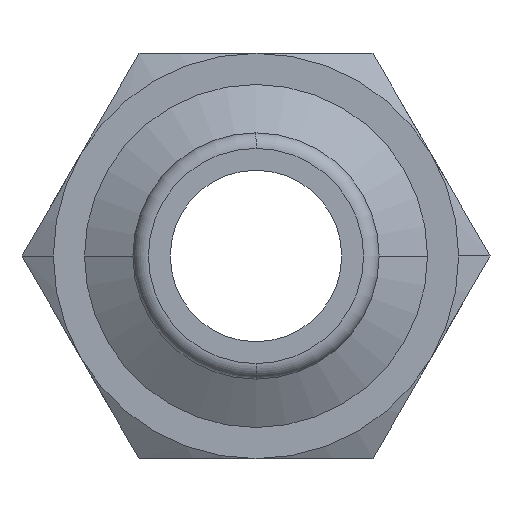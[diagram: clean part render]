
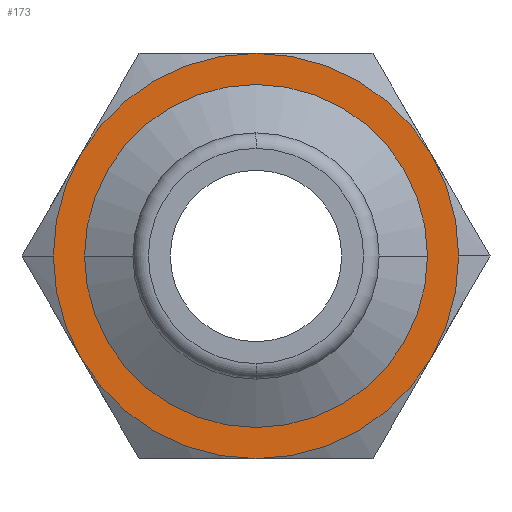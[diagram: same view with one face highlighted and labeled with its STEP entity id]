
A CAD part, front view. The second image highlights one B-rep face of the part: STEP entity #173.
In plain terms, the highlighted planar face has unit normal (0, -1, 0).
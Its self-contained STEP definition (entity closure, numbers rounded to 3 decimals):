
#173=ADVANCED_FACE('',(#345,#346),#347,.T.);
#345=FACE_OUTER_BOUND('',#510,.T.);
#346=FACE_BOUND('',#511,.T.);
#347=PLANE('',#512);
#510=EDGE_LOOP('',(#930,#931,#932,#933,#934,#935,#936,#937));
#511=EDGE_LOOP('',(#938,#939));
#512=AXIS2_PLACEMENT_3D('',#940,#941,#942);
#930=ORIENTED_EDGE('',*,*,#1099,.F.);
#931=ORIENTED_EDGE('',*,*,#1054,.F.);
#932=ORIENTED_EDGE('',*,*,#1005,.F.);
#933=ORIENTED_EDGE('',*,*,#1112,.F.);
#934=ORIENTED_EDGE('',*,*,#1105,.F.);
#935=ORIENTED_EDGE('',*,*,#1010,.F.);
#936=ORIENTED_EDGE('',*,*,#1045,.F.);
#937=ORIENTED_EDGE('',*,*,#1091,.F.);
#938=ORIENTED_EDGE('',*,*,#1068,.F.);
#939=ORIENTED_EDGE('',*,*,#1086,.F.);
#940=CARTESIAN_POINT('',(3.25,22.0,0.0));
#941=DIRECTION('',(-0.0,-1.0,-0.0));
#942=DIRECTION('',(-1.0,0.0,0.0));
#1005=EDGE_CURVE('',#1208,#1210,#1211,.T.);
#1010=EDGE_CURVE('',#1217,#1214,#1219,.T.);
#1045=EDGE_CURVE('',#1267,#1217,#1269,.T.);
#1054=EDGE_CURVE('',#1210,#1166,#1280,.T.);
#1068=EDGE_CURVE('',#1295,#1293,#1297,.T.);
#1086=EDGE_CURVE('',#1293,#1295,#1320,.T.);
#1091=EDGE_CURVE('',#1324,#1267,#1326,.T.);
#1099=EDGE_CURVE('',#1166,#1324,#1334,.T.);
#1105=EDGE_CURVE('',#1214,#1339,#1341,.T.);
#1112=EDGE_CURVE('',#1339,#1208,#1349,.T.);
#1166=VERTEX_POINT('',#1441);
#1208=VERTEX_POINT('',#1535);
#1210=VERTEX_POINT('',#1548);
#1211=CIRCLE('',#1549,6.5);
#1214=VERTEX_POINT('',#1563);
#1217=VERTEX_POINT('',#1577);
#1219=CIRCLE('',#1590,6.5);
#1267=VERTEX_POINT('',#1752);
#1269=CIRCLE('',#1765,6.5);
#1280=CIRCLE('',#1778,6.5);
#1293=VERTEX_POINT('',#1815);
#1295=VERTEX_POINT('',#1818);
#1297=CIRCLE('',#1821,5.5);
#1320=CIRCLE('',#1844,5.5);
#1324=VERTEX_POINT('',#1848);
#1326=CIRCLE('',#1851,6.5);
#1334=CIRCLE('',#1859,6.5);
#1339=VERTEX_POINT('',#1865);
#1341=CIRCLE('',#1868,6.5);
#1349=CIRCLE('',#1878,6.5);
#1441=CARTESIAN_POINT('',(5.629,22.0,3.25));
#1535=CARTESIAN_POINT('',(-5.629,22.0,3.25));
#1548=CARTESIAN_POINT('',(0.,22.0,6.5));
#1549=AXIS2_PLACEMENT_3D('',#1959,#1960,#1961);
#1563=CARTESIAN_POINT('',(-5.629,22.0,-3.25));
#1577=CARTESIAN_POINT('',(0.0,22.0,-6.5));
#1590=AXIS2_PLACEMENT_3D('',#1962,#1963,#1964);
#1752=CARTESIAN_POINT('',(5.629,22.0,-3.25));
#1765=AXIS2_PLACEMENT_3D('',#1999,#2000,#2001);
#1778=AXIS2_PLACEMENT_3D('',#2013,#2014,#2015);
#1815=CARTESIAN_POINT('',(5.5,22.0,0.));
#1818=CARTESIAN_POINT('',(-5.5,22.0,0.));
#1821=AXIS2_PLACEMENT_3D('',#2029,#2030,#2031);
#1844=AXIS2_PLACEMENT_3D('',#2065,#2066,#2067);
#1848=CARTESIAN_POINT('',(6.5,22.0,0.));
#1851=AXIS2_PLACEMENT_3D('',#2072,#2073,#2074);
#1859=AXIS2_PLACEMENT_3D('',#2084,#2085,#2086);
#1865=CARTESIAN_POINT('',(-6.5,22.0,0.));
#1868=AXIS2_PLACEMENT_3D('',#2089,#2090,#2091);
#1878=AXIS2_PLACEMENT_3D('',#2100,#2101,#2102);
#1959=CARTESIAN_POINT('',(0.0,22.0,0.0));
#1960=DIRECTION('',(-0.0,1.0,0.0));
#1961=DIRECTION('',(1.0,0.0,0.0));
#1962=CARTESIAN_POINT('',(0.0,22.0,0.0));
#1963=DIRECTION('',(-0.0,1.0,0.0));
#1964=DIRECTION('',(1.0,0.0,0.0));
#1999=CARTESIAN_POINT('',(0.0,22.0,0.0));
#2000=DIRECTION('',(-0.0,1.0,0.0));
#2001=DIRECTION('',(1.0,0.0,0.0));
#2013=CARTESIAN_POINT('',(0.0,22.0,0.0));
#2014=DIRECTION('',(-0.0,1.0,0.0));
#2015=DIRECTION('',(1.0,0.0,0.0));
#2029=CARTESIAN_POINT('',(0.0,22.0,0.0));
#2030=DIRECTION('',(0.0,-1.0,0.0));
#2031=DIRECTION('',(1.0,0.0,0.0));
#2065=CARTESIAN_POINT('',(0.0,22.0,0.0));
#2066=DIRECTION('',(0.0,-1.0,0.0));
#2067=DIRECTION('',(1.0,0.0,0.0));
#2072=CARTESIAN_POINT('',(0.0,22.0,0.0));
#2073=DIRECTION('',(-0.0,1.0,0.0));
#2074=DIRECTION('',(1.0,0.0,0.0));
#2084=CARTESIAN_POINT('',(0.0,22.0,0.0));
#2085=DIRECTION('',(-0.0,1.0,0.0));
#2086=DIRECTION('',(1.0,0.0,0.0));
#2089=CARTESIAN_POINT('',(0.0,22.0,0.0));
#2090=DIRECTION('',(-0.0,1.0,0.0));
#2091=DIRECTION('',(1.0,0.0,0.0));
#2100=CARTESIAN_POINT('',(0.0,22.0,0.0));
#2101=DIRECTION('',(-0.0,1.0,0.0));
#2102=DIRECTION('',(1.0,0.0,0.0));
